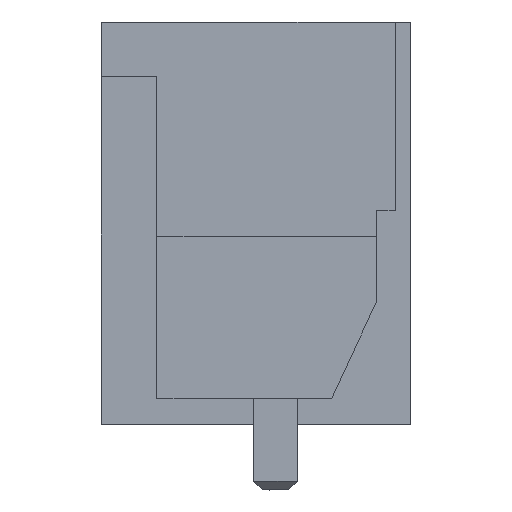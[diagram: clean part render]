
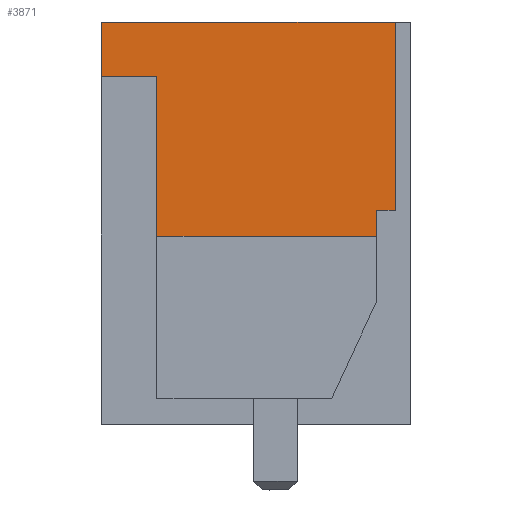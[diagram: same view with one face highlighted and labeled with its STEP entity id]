
A CAD part, left-side view. The second image highlights one B-rep face of the part: STEP entity #3871.
In plain terms, the highlighted planar face has unit normal (-1, 0, 0).
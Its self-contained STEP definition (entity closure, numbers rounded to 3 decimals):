
#3819=AXIS2_PLACEMENT_3D('Plane Axis2P3D',#3816,#3817,#3818) ;
#1139=CARTESIAN_POINT('Vertex',(0.,7.07,12.4)) ;
#1142=CARTESIAN_POINT('Line Origine',(0.,3.71,12.4)) ;
#1146=CARTESIAN_POINT('Vertex',(0.,0.35,12.4)) ;
#3734=CARTESIAN_POINT('Vertex',(0.,7.07,11.15)) ;
#3737=CARTESIAN_POINT('Line Origine',(0.,7.07,11.775)) ;
#3816=CARTESIAN_POINT('Axis2P3D Location',(0.,0.,0.)) ;
#3821=CARTESIAN_POINT('Line Origine',(0.,0.78,7.8)) ;
#3825=CARTESIAN_POINT('Vertex',(0.,0.78,7.5)) ;
#3827=CARTESIAN_POINT('Vertex',(0.,0.78,8.1)) ;
#3830=CARTESIAN_POINT('Line Origine',(0.,0.565,8.1)) ;
#3834=CARTESIAN_POINT('Vertex',(0.,0.35,8.1)) ;
#3837=CARTESIAN_POINT('Line Origine',(0.,0.35,10.25)) ;
#3842=CARTESIAN_POINT('Line Origine',(0.,6.435,11.15)) ;
#3846=CARTESIAN_POINT('Vertex',(0.,5.8,11.15)) ;
#3849=CARTESIAN_POINT('Line Origine',(0.,5.8,9.325)) ;
#3853=CARTESIAN_POINT('Vertex',(0.,5.8,7.5)) ;
#3856=CARTESIAN_POINT('Line Origine',(0.,3.29,7.5)) ;
#1143=DIRECTION('Vector Direction',(0.,-1.,0.)) ;
#3738=DIRECTION('Vector Direction',(0.,0.,1.)) ;
#3817=DIRECTION('Axis2P3D Direction',(-1.,0.,0.)) ;
#3818=DIRECTION('Axis2P3D XDirection',(0.,0.,1.)) ;
#3822=DIRECTION('Vector Direction',(0.,0.,-1.)) ;
#3831=DIRECTION('Vector Direction',(0.,1.,0.)) ;
#3838=DIRECTION('Vector Direction',(0.,0.,-1.)) ;
#3843=DIRECTION('Vector Direction',(0.,1.,0.)) ;
#3850=DIRECTION('Vector Direction',(0.,0.,1.)) ;
#3857=DIRECTION('Vector Direction',(0.,-1.,0.)) ;
#1144=VECTOR('Line Direction',#1143,1.) ;
#3739=VECTOR('Line Direction',#3738,1.) ;
#3823=VECTOR('Line Direction',#3822,1.) ;
#3832=VECTOR('Line Direction',#3831,1.) ;
#3839=VECTOR('Line Direction',#3838,1.) ;
#3844=VECTOR('Line Direction',#3843,1.) ;
#3851=VECTOR('Line Direction',#3850,1.) ;
#3858=VECTOR('Line Direction',#3857,1.) ;
#3862=ORIENTED_EDGE('',*,*,#3829,.T.) ;
#3863=ORIENTED_EDGE('',*,*,#3836,.T.) ;
#3864=ORIENTED_EDGE('',*,*,#3841,.T.) ;
#3865=ORIENTED_EDGE('',*,*,#1148,.T.) ;
#3866=ORIENTED_EDGE('',*,*,#3741,.T.) ;
#3867=ORIENTED_EDGE('',*,*,#3848,.T.) ;
#3868=ORIENTED_EDGE('',*,*,#3855,.T.) ;
#3869=ORIENTED_EDGE('',*,*,#3860,.T.) ;
#3871=ADVANCED_FACE('HOUSING',(#3870),#3820,.T.) ;
#1148=EDGE_CURVE('',#1147,#1140,#1145,.F.) ;
#3741=EDGE_CURVE('',#1140,#3735,#3740,.F.) ;
#3829=EDGE_CURVE('',#3826,#3828,#3824,.F.) ;
#3836=EDGE_CURVE('',#3828,#3835,#3833,.F.) ;
#3841=EDGE_CURVE('',#3835,#1147,#3840,.F.) ;
#3848=EDGE_CURVE('',#3735,#3847,#3845,.F.) ;
#3855=EDGE_CURVE('',#3847,#3854,#3852,.F.) ;
#3860=EDGE_CURVE('',#3854,#3826,#3859,.T.) ;
#3861=EDGE_LOOP('',(#3862,#3863,#3864,#3865,#3866,#3867,#3868,#3869)) ;
#3870=FACE_OUTER_BOUND('',#3861,.T.) ;
#1145=LINE('Line',#1142,#1144) ;
#3740=LINE('Line',#3737,#3739) ;
#3824=LINE('Line',#3821,#3823) ;
#3833=LINE('Line',#3830,#3832) ;
#3840=LINE('Line',#3837,#3839) ;
#3845=LINE('Line',#3842,#3844) ;
#3852=LINE('Line',#3849,#3851) ;
#3859=LINE('Line',#3856,#3858) ;
#3820=PLANE('',#3819) ;
#1140=VERTEX_POINT('',#1139) ;
#1147=VERTEX_POINT('',#1146) ;
#3735=VERTEX_POINT('',#3734) ;
#3826=VERTEX_POINT('',#3825) ;
#3828=VERTEX_POINT('',#3827) ;
#3835=VERTEX_POINT('',#3834) ;
#3847=VERTEX_POINT('',#3846) ;
#3854=VERTEX_POINT('',#3853) ;
